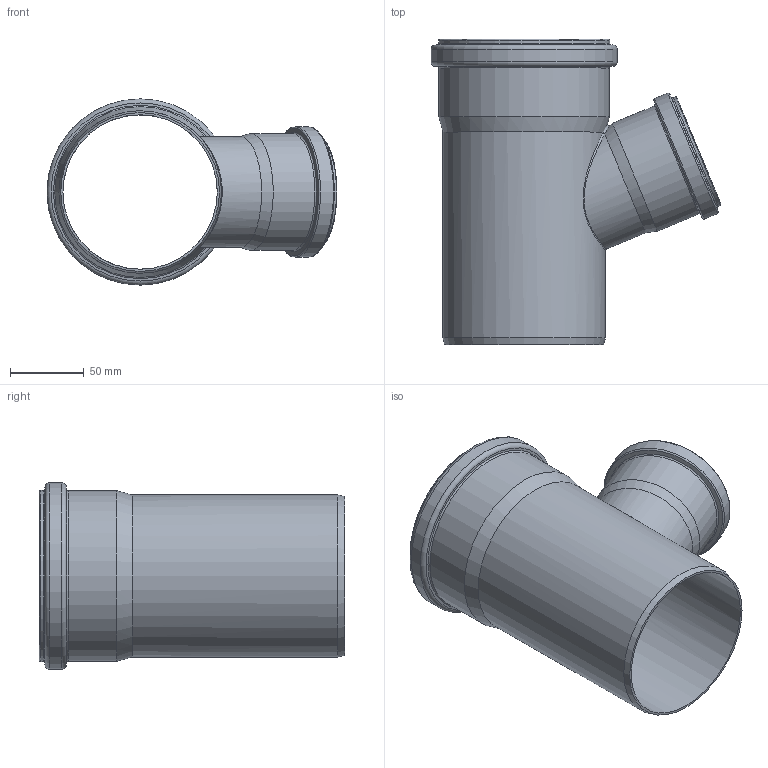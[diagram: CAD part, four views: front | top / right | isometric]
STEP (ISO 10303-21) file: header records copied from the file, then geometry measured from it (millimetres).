
FILE_DESCRIPTION(/* description */ (''),/* implementation_level */ '2;1');
FILE_NAME(/* name */ '175310 HTsafeEA DN_OD 110_75_67°.stp',/* time_stamp */ '2017-03-13T12:00:19+01:00',/* author */ ('user1'),/* organization */ (''),/* preprocessor_version */ 'ST-DEVELOPER v16.1',/* originating_system */ 'Autodesk Inventor 2016',/* authorisation */ '');
FILE_SCHEMA (('AUTOMOTIVE_DESIGN { 1 0 10303 214 3 1 1 }'));
Length unit declared in the file: millimetre
Products named in the file (1): 175310 HTsafeEA DN_OD 110_75_67°
Bounding box: 196.65 x 207 x 126.3 mm (x, y, z)
Volume: 215981 mm3; surface area: 180981.5 mm2
Topology: 1 solids, 1 shells, 58 faces, 120 edges, 66 vertices
Faces by surface type: torus 20, cylinder 18, cone 13, plane 5, bspline 2
Full cylindrical faces by diameter (mm): 71.3 x1, 75.8 x1, 76.1 x2, 79.2 x1, 79.5 x1, 85 x1, 88.4 x1, 104.7 x1, 110.1 x1, 110.9 x1, 111.2 x2, 115.7 x1, 116 x1, 121.5 x1, 126.3 x1
Entity records: 1716 total; most frequent: CARTESIAN_POINT 682, DIRECTION 224, ORIENTED_EDGE 132, EDGE_LOOP 114, AXIS2_PLACEMENT_3D 112, EDGE_CURVE 66, VERTEX_POINT 62, FACE_OUTER_BOUND 58
